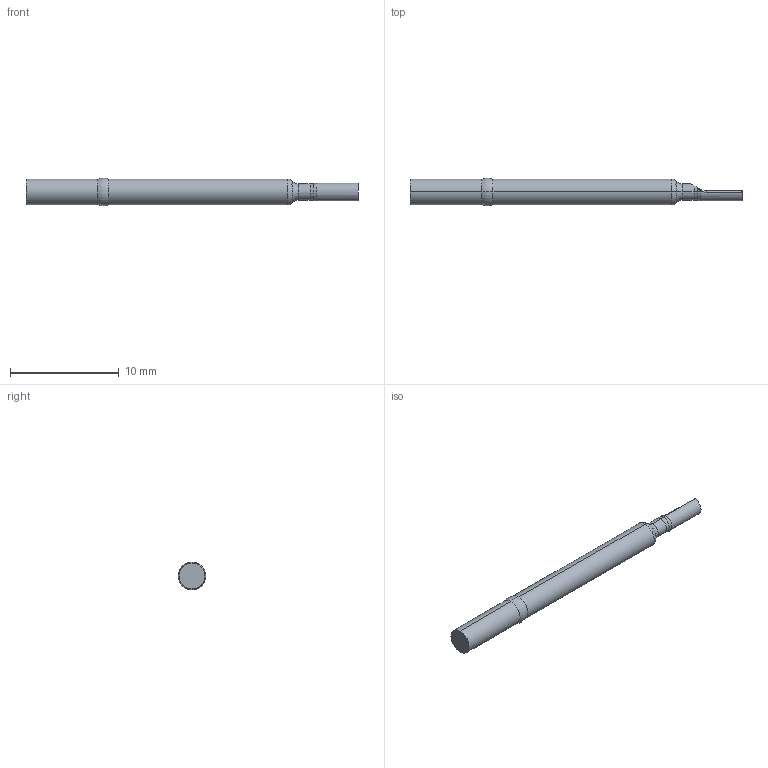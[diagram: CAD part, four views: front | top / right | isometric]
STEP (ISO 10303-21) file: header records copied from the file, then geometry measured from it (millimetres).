
FILE_DESCRIPTION (( 'STEP AP214' ), '1' );
FILE_NAME ('125-SDN250S.STEP', '2012-04-20T18:43:57', ( 'Authorized User' ), ( '' ), 'SwSTEP 2.0', 'SolidWorks 2012', '' );
FILE_SCHEMA (( 'AUTOMOTIVE_DESIGN' ));
Length unit declared in the file: inch
Products named in the file (1): 125-SDN250S
Bounding box: 30.48 x 2.52 x 2.54 mm (x, y, z)
Volume: 114.3 mm3; surface area: 216.7 mm2
Topology: 1 solids, 1 shells, 60 faces, 136 edges, 76 vertices
Faces by surface type: cylinder 20, torus 17, bspline 14, plane 5, sphere 2, cone 2
Entity records: 1876 total; most frequent: CARTESIAN_POINT 584, DIRECTION 269, ORIENTED_EDGE 268, EDGE_CURVE 134, AXIS2_PLACEMENT_3D 121, VERTEX_POINT 76, CIRCLE 74, FACE_OUTER_BOUND 60
